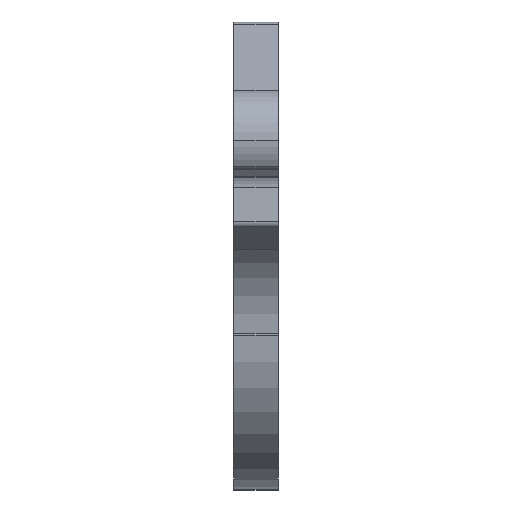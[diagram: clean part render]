
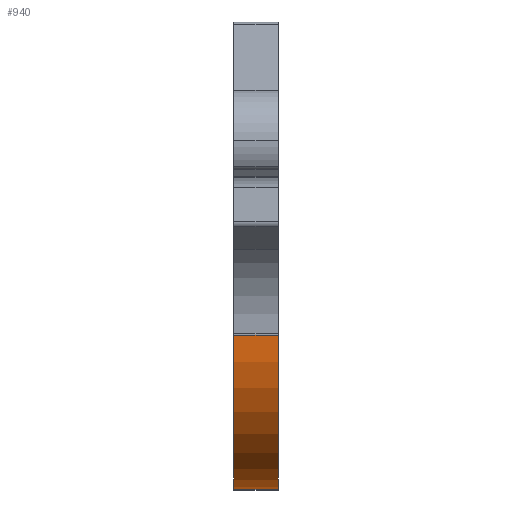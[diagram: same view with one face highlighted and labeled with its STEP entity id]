
A CAD part, top view. The second image highlights one B-rep face of the part: STEP entity #940.
In plain terms, the highlighted cylindrical face has radius 4.5 mm (diameter 9 mm), a partial arc.
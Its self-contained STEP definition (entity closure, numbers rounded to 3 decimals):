
#14 = CARTESIAN_POINT ( 'NONE',  ( 1.3, -0.8, 2. ) ) ;
#17 = DIRECTION ( 'NONE',  ( 0., 0., 1. ) ) ;
#19 = DIRECTION ( 'NONE',  ( 1., 0., 0. ) ) ;
#37 = CARTESIAN_POINT ( 'NONE',  ( 1.3, -5.3, 2. ) ) ;
#81 = ORIENTED_EDGE ( 'NONE', *, *, #738, .T. ) ;
#84 = CARTESIAN_POINT ( 'NONE',  ( 1.3, -0.8, 6.5 ) ) ;
#106 = CARTESIAN_POINT ( 'NONE',  ( 1.3, -0.8, 6.5 ) ) ;
#130 = CARTESIAN_POINT ( 'NONE',  ( 1.3, -5.3, 2. ) ) ;
#144 = CYLINDRICAL_SURFACE ( 'NONE', #365, 4.5 ) ;
#151 = ORIENTED_EDGE ( 'NONE', *, *, #872, .T. ) ;
#232 = VERTEX_POINT ( 'NONE', #84 ) ;
#263 = ORIENTED_EDGE ( 'NONE', *, *, #614, .F. ) ;
#271 = VECTOR ( 'NONE', #286, 1000. ) ;
#286 = DIRECTION ( 'NONE',  ( -1., 0., 0. ) ) ;
#337 = DIRECTION ( 'NONE',  ( -1., 0., 0. ) ) ;
#365 = AXIS2_PLACEMENT_3D ( 'NONE', #406, #337, #17 ) ;
#373 = AXIS2_PLACEMENT_3D ( 'NONE', #14, #19, #403 ) ;
#393 = EDGE_CURVE ( 'NONE', #748, #768, #526, .T. ) ;
#401 = ORIENTED_EDGE ( 'NONE', *, *, #393, .F. ) ;
#403 = DIRECTION ( 'NONE',  ( 0., 0., -1. ) ) ;
#406 = CARTESIAN_POINT ( 'NONE',  ( 1.3, -0.8, 2. ) ) ;
#445 = CARTESIAN_POINT ( 'NONE',  ( 0., -5.3, 2. ) ) ;
#526 = LINE ( 'NONE', #130, #629 ) ;
#529 = CARTESIAN_POINT ( 'NONE',  ( 0., -0.8, 2. ) ) ;
#578 = AXIS2_PLACEMENT_3D ( 'NONE', #529, #697, #633 ) ;
#614 = EDGE_CURVE ( 'NONE', #232, #748, #902, .T. ) ;
#629 = VECTOR ( 'NONE', #844, 1000. ) ;
#633 = DIRECTION ( 'NONE',  ( 0., 0., -1. ) ) ;
#694 = EDGE_LOOP ( 'NONE', ( #151, #401, #263, #81 ) ) ;
#697 = DIRECTION ( 'NONE',  ( 1., 0., 0. ) ) ;
#716 = VERTEX_POINT ( 'NONE', #975 ) ;
#738 = EDGE_CURVE ( 'NONE', #232, #716, #756, .T. ) ;
#748 = VERTEX_POINT ( 'NONE', #37 ) ;
#756 = LINE ( 'NONE', #106, #271 ) ;
#768 = VERTEX_POINT ( 'NONE', #445 ) ;
#844 = DIRECTION ( 'NONE',  ( -1., 0., 0. ) ) ;
#857 = FACE_OUTER_BOUND ( 'NONE', #694, .T. ) ;
#872 = EDGE_CURVE ( 'NONE', #716, #768, #1015, .T. ) ;
#902 = CIRCLE ( 'NONE', #373, 4.5 ) ;
#940 = ADVANCED_FACE ( 'NONE', ( #857 ), #144, .T. ) ;
#975 = CARTESIAN_POINT ( 'NONE',  ( 0., -0.8, 6.5 ) ) ;
#1015 = CIRCLE ( 'NONE', #578, 4.5 ) ;
